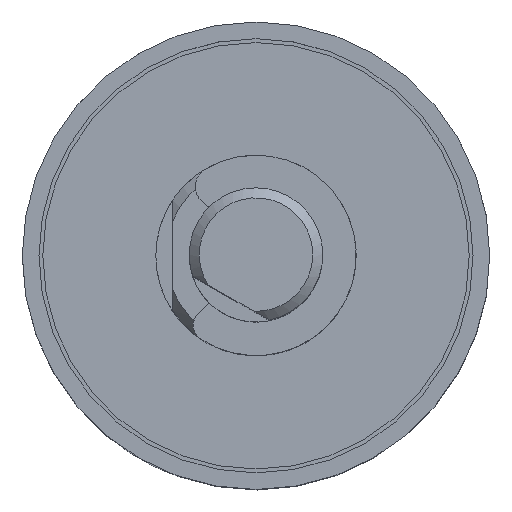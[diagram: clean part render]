
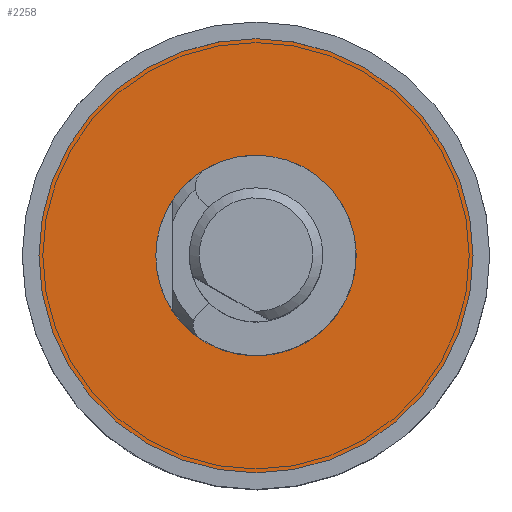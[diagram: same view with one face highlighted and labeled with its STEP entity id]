
A CAD part, top view. The second image highlights one B-rep face of the part: STEP entity #2258.
In plain terms, the highlighted planar face has unit normal (0, 0, 1).
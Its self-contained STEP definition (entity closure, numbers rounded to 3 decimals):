
#155 = CIRCLE ( 'NONE', #5709, 6.5 ) ;
#425 = PLANE ( 'NONE',  #4807 ) ;
#552 = DIRECTION ( 'NONE',  ( -1., 0., 0. ) ) ;
#683 = ORIENTED_EDGE ( 'NONE', *, *, #5902, .T. ) ;
#882 = VERTEX_POINT ( 'NONE', #3417 ) ;
#1277 = FACE_OUTER_BOUND ( 'NONE', #5354, .T. ) ;
#1887 = VERTEX_POINT ( 'NONE', #4061 ) ;
#2258 = ADVANCED_FACE ( 'NONE', ( #7313, #1277 ), #425, .T. ) ;
#2339 = CARTESIAN_POINT ( 'NONE',  ( 3., 0., 0.5 ) ) ;
#2897 = EDGE_LOOP ( 'NONE', ( #683 ) ) ;
#2961 = CIRCLE ( 'NONE', #4572, 3. ) ;
#3417 = CARTESIAN_POINT ( 'NONE',  ( -3., 0., 0.5 ) ) ;
#4061 = CARTESIAN_POINT ( 'NONE',  ( 6.5, 0., 0.5 ) ) ;
#4572 = AXIS2_PLACEMENT_3D ( 'NONE', #8284, #5136, #552 ) ;
#4796 = ORIENTED_EDGE ( 'NONE', *, *, #5932, .T. ) ;
#4807 = AXIS2_PLACEMENT_3D ( 'NONE', #2339, #8144, #5598 ) ;
#5136 = DIRECTION ( 'NONE',  ( 0., 0., -1. ) ) ;
#5354 = EDGE_LOOP ( 'NONE', ( #4796 ) ) ;
#5598 = DIRECTION ( 'NONE',  ( 1., 0., 0. ) ) ;
#5709 = AXIS2_PLACEMENT_3D ( 'NONE', #6983, #7071, #5739 ) ;
#5739 = DIRECTION ( 'NONE',  ( 1., 0., 0. ) ) ;
#5902 = EDGE_CURVE ( 'NONE', #882, #882, #2961, .T. ) ;
#5932 = EDGE_CURVE ( 'NONE', #1887, #1887, #155, .T. ) ;
#6983 = CARTESIAN_POINT ( 'NONE',  ( 0., 0., 0.5 ) ) ;
#7071 = DIRECTION ( 'NONE',  ( 0., 0., 1. ) ) ;
#7313 = FACE_BOUND ( 'NONE', #2897, .T. ) ;
#8144 = DIRECTION ( 'NONE',  ( 0., 0., 1. ) ) ;
#8284 = CARTESIAN_POINT ( 'NONE',  ( 0., 0., 0.5 ) ) ;
